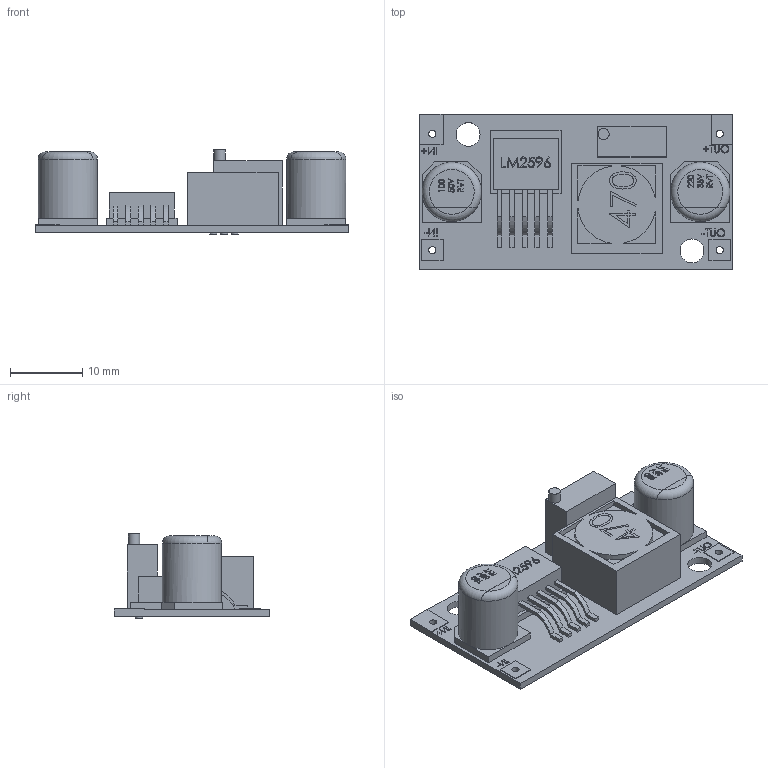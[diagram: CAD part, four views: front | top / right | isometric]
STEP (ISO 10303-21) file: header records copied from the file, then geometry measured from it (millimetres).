
FILE_DESCRIPTION(/* description */ (''),/* implementation_level */ '2;1');
FILE_NAME(/* name */ 'coverter DC DC.stp',/* time_stamp */ '2023-08-11T13:26:24+02:00',/* author */ ('1mich'),/* organization */ (''),/* preprocessor_version */ 'ST-DEVELOPER v19',/* originating_system */ 'Autodesk Inventor 2023',/* authorisation */ '');
FILE_SCHEMA (('AUTOMOTIVE_DESIGN { 1 0 10303 214 3 1 1 }'));
Length unit declared in the file: millimetre
Products named in the file (1): coverter DC DC
Bounding box: 43.5 x 21.6 x 11.7 mm (x, y, z)
Volume: 3861.8 mm3; surface area: 3456.5 mm2
Topology: 1 solids, 1 shells, 895 faces, 2335 edges, 1552 vertices
Faces by surface type: plane 604, bspline 261, cylinder 26, torus 4
Full cylindrical faces by diameter (mm): 0.999 x3, 1 x4, 1.37 x4, 1.572 x1, 3.3 x2, 8.21 x2
Entity records: 42753 total; most frequent: CARTESIAN_POINT 21486, ORIENTED_EDGE 4670, DIRECTION 3139, EDGE_CURVE 2335, LINE 1749, VECTOR 1749, VERTEX_POINT 1552, EDGE_LOOP 1017
